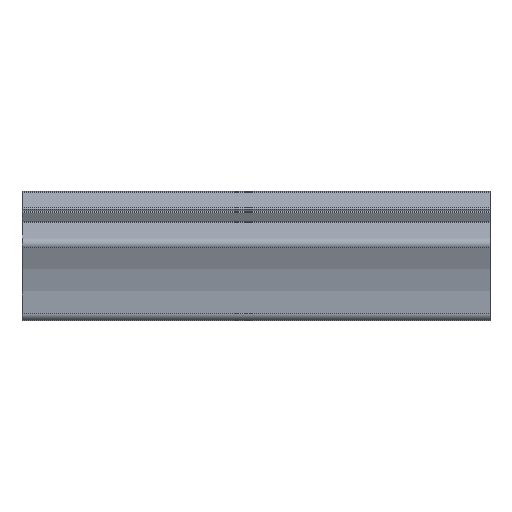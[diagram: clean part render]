
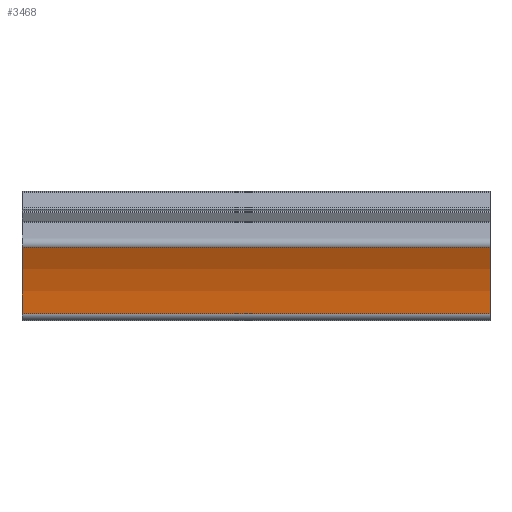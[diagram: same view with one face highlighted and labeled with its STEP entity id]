
A CAD part, left-side view. The second image highlights one B-rep face of the part: STEP entity #3468.
In plain terms, the highlighted cylindrical face has radius 67.5 mm (diameter 135 mm), a partial arc.
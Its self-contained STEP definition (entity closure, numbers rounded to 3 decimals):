
#150=FACE_OUTER_BOUND('',#332,.T.);
#332=EDGE_LOOP('',(#2451,#2452,#2453,#2454));
#563=LINE('',#5503,#875);
#565=LINE('',#5511,#877);
#875=VECTOR('',#4381,200.);
#877=VECTOR('',#4389,200.);
#1167=CIRCLE('',#3733,67.5);
#1168=CIRCLE('',#3734,67.5);
#1440=VERTEX_POINT('',#5500);
#1441=VERTEX_POINT('',#5502);
#1443=VERTEX_POINT('',#5508);
#1444=VERTEX_POINT('',#5510);
#1854=EDGE_CURVE('',#1440,#1441,#563,.T.);
#1857=EDGE_CURVE('',#1440,#1443,#1167,.T.);
#1858=EDGE_CURVE('',#1443,#1444,#565,.T.);
#1859=EDGE_CURVE('',#1441,#1444,#1168,.T.);
#2451=ORIENTED_EDGE('',*,*,#1857,.T.);
#2452=ORIENTED_EDGE('',*,*,#1858,.T.);
#2453=ORIENTED_EDGE('',*,*,#1859,.F.);
#2454=ORIENTED_EDGE('',*,*,#1854,.F.);
#3335=CYLINDRICAL_SURFACE('',#3732,67.5);
#3468=ADVANCED_FACE('',(#150),#3335,.F.);
#3732=AXIS2_PLACEMENT_3D('',#5507,#4385,#4386);
#3733=AXIS2_PLACEMENT_3D('',#5509,#4387,#4388);
#3734=AXIS2_PLACEMENT_3D('',#5512,#4390,#4391);
#4381=DIRECTION('',(0.,-1.,0.));
#4385=DIRECTION('center_axis',(0.,1.,0.));
#4386=DIRECTION('ref_axis',(0.887,0.,0.463));
#4387=DIRECTION('center_axis',(0.,1.,0.));
#4388=DIRECTION('ref_axis',(0.887,0.,0.463));
#4389=DIRECTION('',(0.,-1.,0.));
#4390=DIRECTION('center_axis',(0.,1.,0.));
#4391=DIRECTION('ref_axis',(0.887,0.,0.463));
#5500=CARTESIAN_POINT('',(-27.093,200.,7.938));
#5502=CARTESIAN_POINT('',(-27.093,0.,7.938));
#5503=CARTESIAN_POINT('',(-27.093,0.,7.938));
#5507=CARTESIAN_POINT('Origin',(-86.933,0.,-23.294));
#5508=CARTESIAN_POINT('',(-19.494,200.,-20.421));
#5509=CARTESIAN_POINT('Origin',(-86.933,200.,-23.294));
#5510=CARTESIAN_POINT('',(-19.494,0.,-20.421));
#5511=CARTESIAN_POINT('',(-19.494,0.,-20.421));
#5512=CARTESIAN_POINT('Origin',(-86.933,0.,-23.294));
